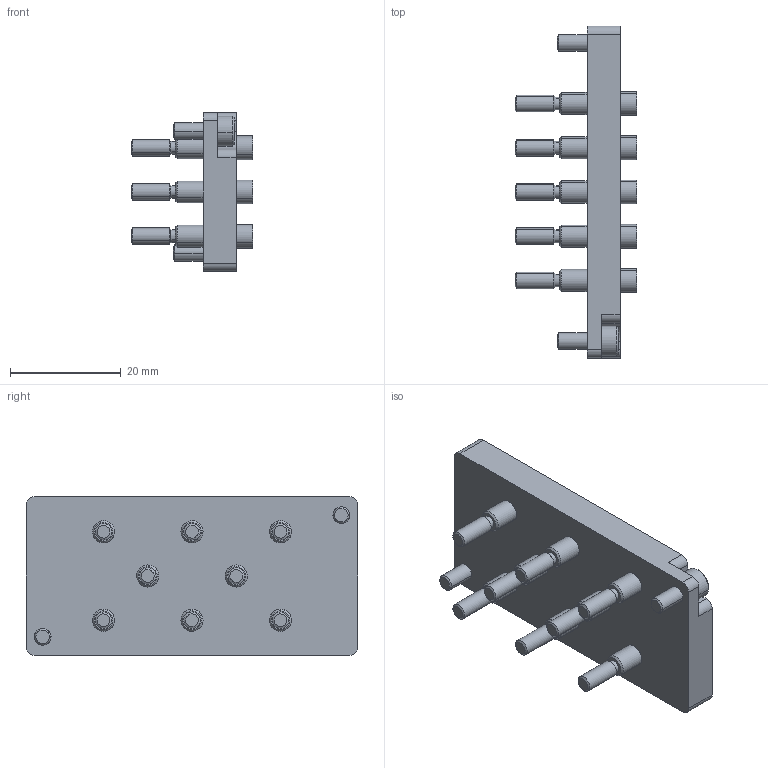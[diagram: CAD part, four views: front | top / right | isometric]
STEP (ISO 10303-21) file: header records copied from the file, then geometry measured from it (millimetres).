
FILE_DESCRIPTION (( 'STEP AP214' ), '1' );
FILE_NAME ('INGUN_35929.STEP', '2023-01-13T10:56:11', ( '' ), ( '' ), 'SwSTEP 2.0', 'SolidWorks 2021', '' );
FILE_SCHEMA (( 'AUTOMOTIVE_DESIGN' ));
Length unit declared in the file: millimetre
Products named in the file (6): KT-Master__ADA~kt_KT-150 L3 E03-M3; INFO_4642~0_S; DIN912~n_M03,0x008; INGUN_35929; 35926~1; 35926~1_S
Assembly tree (13 placements, depth 3):
  INGUN_35929
    35926~1_S
      35926~1
      INFO_4642~0_S
    DIN912~n_M03,0x008  x2
    KT-Master__ADA~kt_KT-150 L3 E03-M3  x8
Bounding box: 22 x 60 x 28.7 mm (x, y, z)
Volume: 11455.7 mm3; surface area: 7736.5 mm2
Topology: 27 solids, 27 shells, 2658 faces, 7560 edges, 4968 vertices
Faces by surface type: plane 1836, cylinder 624, cone 152, bspline 46
Entity records: 19016 total; most frequent: CARTESIAN_POINT 6298, ORIENTED_EDGE 2738, DIRECTION 2356, EDGE_CURVE 1369, VERTEX_POINT 904, AXIS2_PLACEMENT_3D 826, VECTOR 704, LINE 704
